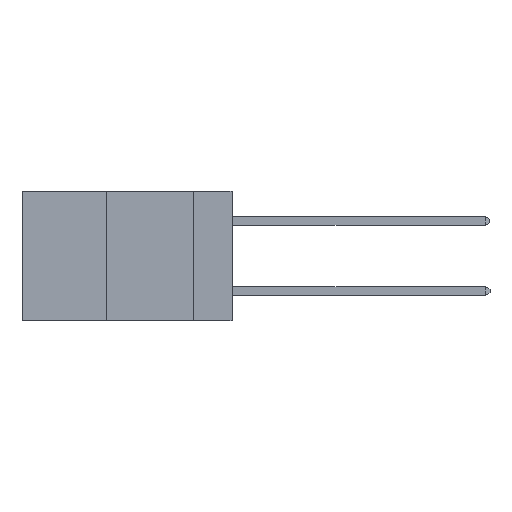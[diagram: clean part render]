
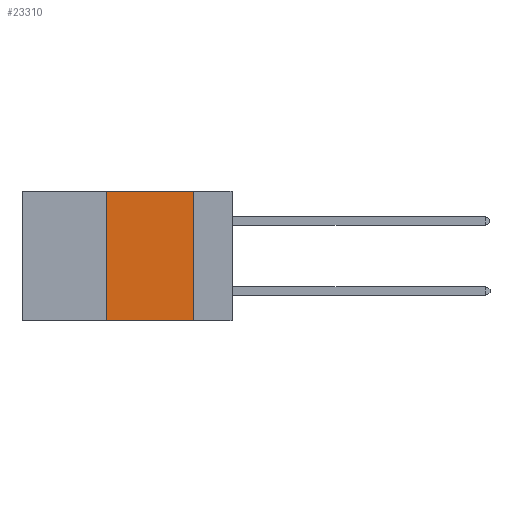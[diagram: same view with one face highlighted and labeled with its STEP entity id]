
A CAD part, left-side view. The second image highlights one B-rep face of the part: STEP entity #23310.
In plain terms, the highlighted planar face has unit normal (-1, 0, 0).
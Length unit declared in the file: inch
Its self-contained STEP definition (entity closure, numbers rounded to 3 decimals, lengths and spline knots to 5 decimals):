
#341 = CARTESIAN_POINT ( 'NONE',  ( 0., 0.6, 0. ) ) ;
#1165 = CARTESIAN_POINT ( 'NONE',  ( 0., 0.6, -0.37 ) ) ;
#2500 = EDGE_LOOP ( 'NONE', ( #9769, #10434, #24259, #18877 ) ) ;
#3652 = VERTEX_POINT ( 'NONE', #5590 ) ;
#5349 = AXIS2_PLACEMENT_3D ( 'NONE', #12366, #22115, #8264 ) ;
#5590 = CARTESIAN_POINT ( 'NONE',  ( 0., 0.11, 0. ) ) ;
#6280 = PLANE ( 'NONE',  #5349 ) ;
#6520 = LINE ( 'NONE', #1165, #21784 ) ;
#6819 = LINE ( 'NONE', #7734, #22076 ) ;
#7143 = EDGE_CURVE ( 'NONE', #7263, #15653, #6819, .T. ) ;
#7168 = DIRECTION ( 'NONE',  ( 0., -1., 0. ) ) ;
#7263 = VERTEX_POINT ( 'NONE', #19672 ) ;
#7386 = CARTESIAN_POINT ( 'NONE',  ( 0., 0.36, 0. ) ) ;
#7734 = CARTESIAN_POINT ( 'NONE',  ( 0., 0.36, 0. ) ) ;
#8264 = DIRECTION ( 'NONE',  ( 0., 0., -1. ) ) ;
#9177 = EDGE_CURVE ( 'NONE', #7263, #17400, #6520, .T. ) ;
#9449 = LINE ( 'NONE', #341, #23116 ) ;
#9769 = ORIENTED_EDGE ( 'NONE', *, *, #23144, .F. ) ;
#10434 = ORIENTED_EDGE ( 'NONE', *, *, #23256, .F. ) ;
#11745 = DIRECTION ( 'NONE',  ( 0., 0., 1. ) ) ;
#12366 = CARTESIAN_POINT ( 'NONE',  ( 0., 0.6, 0. ) ) ;
#15653 = VERTEX_POINT ( 'NONE', #7386 ) ;
#16186 = DIRECTION ( 'NONE',  ( 0., -1., 0. ) ) ;
#16599 = LINE ( 'NONE', #21957, #18464 ) ;
#17400 = VERTEX_POINT ( 'NONE', #20872 ) ;
#18464 = VECTOR ( 'NONE', #23669, 39.37008 ) ;
#18877 = ORIENTED_EDGE ( 'NONE', *, *, #9177, .T. ) ;
#19672 = CARTESIAN_POINT ( 'NONE',  ( 0., 0.36, -0.37 ) ) ;
#19700 = FACE_OUTER_BOUND ( 'NONE', #2500, .T. ) ;
#20872 = CARTESIAN_POINT ( 'NONE',  ( 0., 0.11, -0.37 ) ) ;
#21784 = VECTOR ( 'NONE', #7168, 39.37008 ) ;
#21957 = CARTESIAN_POINT ( 'NONE',  ( 0., 0.11, 0. ) ) ;
#22076 = VECTOR ( 'NONE', #11745, 39.37008 ) ;
#22115 = DIRECTION ( 'NONE',  ( 1., 0., 0. ) ) ;
#23116 = VECTOR ( 'NONE', #16186, 39.37008 ) ;
#23144 = EDGE_CURVE ( 'NONE', #3652, #17400, #16599, .T. ) ;
#23256 = EDGE_CURVE ( 'NONE', #15653, #3652, #9449, .T. ) ;
#23310 = ADVANCED_FACE ( 'NONE', ( #19700 ), #6280, .F. ) ;
#23669 = DIRECTION ( 'NONE',  ( 0., 0., -1. ) ) ;
#24259 = ORIENTED_EDGE ( 'NONE', *, *, #7143, .F. ) ;
